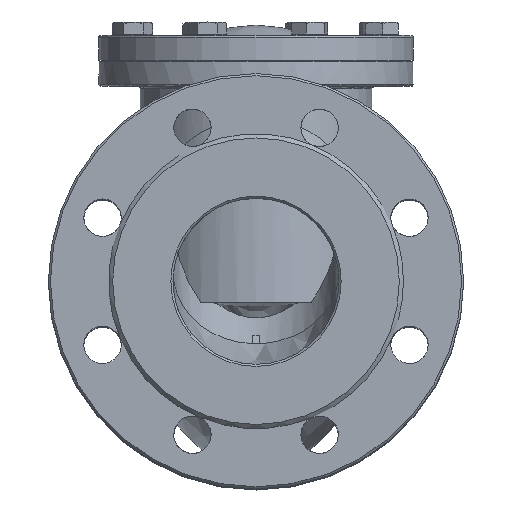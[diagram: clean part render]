
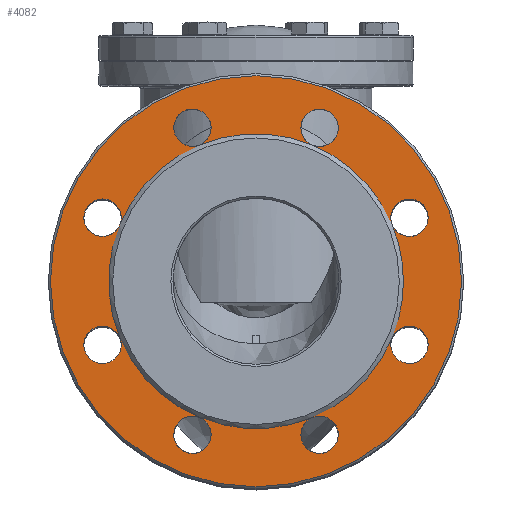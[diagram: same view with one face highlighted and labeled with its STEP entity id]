
A CAD part, top view. The second image highlights one B-rep face of the part: STEP entity #4082.
In plain terms, the highlighted planar face has unit normal (0, 0, 1).
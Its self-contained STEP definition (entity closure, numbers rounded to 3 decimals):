
#206=FACE_BOUND('',#1418,.T.);
#733=CIRCLE('',#4474,99.);
#734=CIRCLE('',#4476,9.);
#735=CIRCLE('',#4477,9.);
#736=CIRCLE('',#4478,71.);
#737=CIRCLE('',#4479,9.);
#738=CIRCLE('',#4480,9.);
#739=CIRCLE('',#4481,71.);
#740=CIRCLE('',#4482,9.);
#741=CIRCLE('',#4483,9.);
#742=CIRCLE('',#4484,71.);
#743=CIRCLE('',#4485,9.);
#744=CIRCLE('',#4486,9.);
#745=CIRCLE('',#4487,71.);
#746=CIRCLE('',#4488,9.);
#747=CIRCLE('',#4489,9.);
#748=CIRCLE('',#4490,71.);
#749=CIRCLE('',#4491,9.);
#750=CIRCLE('',#4492,9.);
#751=CIRCLE('',#4493,71.);
#752=CIRCLE('',#4494,9.);
#753=CIRCLE('',#4495,9.);
#754=CIRCLE('',#4496,71.);
#755=CIRCLE('',#4497,71.);
#756=CIRCLE('',#4498,9.);
#757=CIRCLE('',#4499,9.);
#758=CIRCLE('',#4500,71.);
#875=PLANE('',#4475);
#1137=FACE_OUTER_BOUND('',#1417,.T.);
#1417=EDGE_LOOP('',(#3418));
#1418=EDGE_LOOP('',(#3419,#3420,#3421,#3422,#3423,#3424,#3425,#3426,#3427,
#3428,#3429,#3430,#3431,#3432,#3433,#3434,#3435,#3436,#3437,#3438,#3439,
#3440,#3441,#3442,#3443));
#1899=VERTEX_POINT('',#10606);
#1900=VERTEX_POINT('',#10610);
#1901=VERTEX_POINT('',#10611);
#1902=VERTEX_POINT('',#10614);
#1903=VERTEX_POINT('',#10616);
#1904=VERTEX_POINT('',#10619);
#1905=VERTEX_POINT('',#10621);
#1906=VERTEX_POINT('',#10624);
#1907=VERTEX_POINT('',#10626);
#1908=VERTEX_POINT('',#10629);
#1909=VERTEX_POINT('',#10631);
#1910=VERTEX_POINT('',#10634);
#1911=VERTEX_POINT('',#10636);
#1912=VERTEX_POINT('',#10639);
#1913=VERTEX_POINT('',#10641);
#1914=VERTEX_POINT('',#10644);
#1915=VERTEX_POINT('',#10646);
#1916=VERTEX_POINT('',#10648);
#2416=EDGE_CURVE('',#1899,#1899,#733,.T.);
#2418=EDGE_CURVE('',#1900,#1901,#734,.T.);
#2419=EDGE_CURVE('',#1901,#1900,#735,.T.);
#2420=EDGE_CURVE('',#1902,#1900,#736,.T.);
#2421=EDGE_CURVE('',#1902,#1903,#737,.T.);
#2422=EDGE_CURVE('',#1903,#1902,#738,.T.);
#2423=EDGE_CURVE('',#1904,#1902,#739,.T.);
#2424=EDGE_CURVE('',#1904,#1905,#740,.T.);
#2425=EDGE_CURVE('',#1905,#1904,#741,.T.);
#2426=EDGE_CURVE('',#1906,#1904,#742,.T.);
#2427=EDGE_CURVE('',#1906,#1907,#743,.T.);
#2428=EDGE_CURVE('',#1907,#1906,#744,.T.);
#2429=EDGE_CURVE('',#1908,#1906,#745,.T.);
#2430=EDGE_CURVE('',#1908,#1909,#746,.T.);
#2431=EDGE_CURVE('',#1909,#1908,#747,.T.);
#2432=EDGE_CURVE('',#1910,#1908,#748,.T.);
#2433=EDGE_CURVE('',#1910,#1911,#749,.T.);
#2434=EDGE_CURVE('',#1911,#1910,#750,.T.);
#2435=EDGE_CURVE('',#1912,#1910,#751,.T.);
#2436=EDGE_CURVE('',#1912,#1913,#752,.T.);
#2437=EDGE_CURVE('',#1913,#1912,#753,.T.);
#2438=EDGE_CURVE('',#1914,#1912,#754,.T.);
#2439=EDGE_CURVE('',#1915,#1914,#755,.T.);
#2440=EDGE_CURVE('',#1915,#1916,#756,.T.);
#2441=EDGE_CURVE('',#1916,#1915,#757,.T.);
#2442=EDGE_CURVE('',#1900,#1915,#758,.T.);
#3418=ORIENTED_EDGE('',*,*,#2416,.F.);
#3419=ORIENTED_EDGE('',*,*,#2418,.T.);
#3420=ORIENTED_EDGE('',*,*,#2419,.T.);
#3421=ORIENTED_EDGE('',*,*,#2420,.F.);
#3422=ORIENTED_EDGE('',*,*,#2421,.T.);
#3423=ORIENTED_EDGE('',*,*,#2422,.T.);
#3424=ORIENTED_EDGE('',*,*,#2423,.F.);
#3425=ORIENTED_EDGE('',*,*,#2424,.T.);
#3426=ORIENTED_EDGE('',*,*,#2425,.T.);
#3427=ORIENTED_EDGE('',*,*,#2426,.F.);
#3428=ORIENTED_EDGE('',*,*,#2427,.T.);
#3429=ORIENTED_EDGE('',*,*,#2428,.T.);
#3430=ORIENTED_EDGE('',*,*,#2429,.F.);
#3431=ORIENTED_EDGE('',*,*,#2430,.T.);
#3432=ORIENTED_EDGE('',*,*,#2431,.T.);
#3433=ORIENTED_EDGE('',*,*,#2432,.F.);
#3434=ORIENTED_EDGE('',*,*,#2433,.T.);
#3435=ORIENTED_EDGE('',*,*,#2434,.T.);
#3436=ORIENTED_EDGE('',*,*,#2435,.F.);
#3437=ORIENTED_EDGE('',*,*,#2436,.T.);
#3438=ORIENTED_EDGE('',*,*,#2437,.T.);
#3439=ORIENTED_EDGE('',*,*,#2438,.F.);
#3440=ORIENTED_EDGE('',*,*,#2439,.F.);
#3441=ORIENTED_EDGE('',*,*,#2440,.T.);
#3442=ORIENTED_EDGE('',*,*,#2441,.T.);
#3443=ORIENTED_EDGE('',*,*,#2442,.F.);
#4082=ADVANCED_FACE('',(#1137,#206),#875,.T.);
#4474=AXIS2_PLACEMENT_3D('',#10607,#5338,#5339);
#4475=AXIS2_PLACEMENT_3D('',#10609,#5341,#5342);
#4476=AXIS2_PLACEMENT_3D('',#10612,#5343,#5344);
#4477=AXIS2_PLACEMENT_3D('',#10613,#5345,#5346);
#4478=AXIS2_PLACEMENT_3D('',#10615,#5347,#5348);
#4479=AXIS2_PLACEMENT_3D('',#10617,#5349,#5350);
#4480=AXIS2_PLACEMENT_3D('',#10618,#5351,#5352);
#4481=AXIS2_PLACEMENT_3D('',#10620,#5353,#5354);
#4482=AXIS2_PLACEMENT_3D('',#10622,#5355,#5356);
#4483=AXIS2_PLACEMENT_3D('',#10623,#5357,#5358);
#4484=AXIS2_PLACEMENT_3D('',#10625,#5359,#5360);
#4485=AXIS2_PLACEMENT_3D('',#10627,#5361,#5362);
#4486=AXIS2_PLACEMENT_3D('',#10628,#5363,#5364);
#4487=AXIS2_PLACEMENT_3D('',#10630,#5365,#5366);
#4488=AXIS2_PLACEMENT_3D('',#10632,#5367,#5368);
#4489=AXIS2_PLACEMENT_3D('',#10633,#5369,#5370);
#4490=AXIS2_PLACEMENT_3D('',#10635,#5371,#5372);
#4491=AXIS2_PLACEMENT_3D('',#10637,#5373,#5374);
#4492=AXIS2_PLACEMENT_3D('',#10638,#5375,#5376);
#4493=AXIS2_PLACEMENT_3D('',#10640,#5377,#5378);
#4494=AXIS2_PLACEMENT_3D('',#10642,#5379,#5380);
#4495=AXIS2_PLACEMENT_3D('',#10643,#5381,#5382);
#4496=AXIS2_PLACEMENT_3D('',#10645,#5383,#5384);
#4497=AXIS2_PLACEMENT_3D('',#10647,#5385,#5386);
#4498=AXIS2_PLACEMENT_3D('',#10649,#5387,#5388);
#4499=AXIS2_PLACEMENT_3D('',#10650,#5389,#5390);
#4500=AXIS2_PLACEMENT_3D('',#10651,#5391,#5392);
#5338=DIRECTION('center_axis',(0.,0.,-1.));
#5339=DIRECTION('ref_axis',(-1.,0.,0.));
#5341=DIRECTION('center_axis',(0.,0.,1.));
#5342=DIRECTION('ref_axis',(1.,0.,0.));
#5343=DIRECTION('center_axis',(0.,0.,-1.));
#5344=DIRECTION('ref_axis',(-1.,0.,0.));
#5345=DIRECTION('center_axis',(0.,0.,-1.));
#5346=DIRECTION('ref_axis',(-1.,0.,0.));
#5347=DIRECTION('center_axis',(0.,0.,1.));
#5348=DIRECTION('ref_axis',(-1.,0.,0.));
#5349=DIRECTION('center_axis',(0.,0.,-1.));
#5350=DIRECTION('ref_axis',(-1.,0.,0.));
#5351=DIRECTION('center_axis',(0.,0.,-1.));
#5352=DIRECTION('ref_axis',(-1.,0.,0.));
#5353=DIRECTION('center_axis',(0.,0.,1.));
#5354=DIRECTION('ref_axis',(-1.,0.,0.));
#5355=DIRECTION('center_axis',(0.,0.,-1.));
#5356=DIRECTION('ref_axis',(-1.,0.,0.));
#5357=DIRECTION('center_axis',(0.,0.,-1.));
#5358=DIRECTION('ref_axis',(-1.,0.,0.));
#5359=DIRECTION('center_axis',(0.,0.,1.));
#5360=DIRECTION('ref_axis',(-1.,0.,0.));
#5361=DIRECTION('center_axis',(0.,0.,-1.));
#5362=DIRECTION('ref_axis',(-1.,0.,0.));
#5363=DIRECTION('center_axis',(0.,0.,-1.));
#5364=DIRECTION('ref_axis',(-1.,0.,0.));
#5365=DIRECTION('center_axis',(0.,0.,1.));
#5366=DIRECTION('ref_axis',(-1.,0.,0.));
#5367=DIRECTION('center_axis',(0.,0.,-1.));
#5368=DIRECTION('ref_axis',(-1.,0.,0.));
#5369=DIRECTION('center_axis',(0.,0.,-1.));
#5370=DIRECTION('ref_axis',(-1.,0.,0.));
#5371=DIRECTION('center_axis',(0.,0.,1.));
#5372=DIRECTION('ref_axis',(-1.,0.,0.));
#5373=DIRECTION('center_axis',(0.,0.,-1.));
#5374=DIRECTION('ref_axis',(-1.,0.,0.));
#5375=DIRECTION('center_axis',(0.,0.,-1.));
#5376=DIRECTION('ref_axis',(-1.,0.,0.));
#5377=DIRECTION('center_axis',(0.,0.,1.));
#5378=DIRECTION('ref_axis',(-1.,0.,0.));
#5379=DIRECTION('center_axis',(0.,0.,-1.));
#5380=DIRECTION('ref_axis',(-1.,0.,0.));
#5381=DIRECTION('center_axis',(0.,0.,-1.));
#5382=DIRECTION('ref_axis',(-1.,0.,0.));
#5383=DIRECTION('center_axis',(0.,0.,1.));
#5384=DIRECTION('ref_axis',(-1.,0.,0.));
#5385=DIRECTION('center_axis',(0.,0.,1.));
#5386=DIRECTION('ref_axis',(-1.,0.,0.));
#5387=DIRECTION('center_axis',(0.,0.,-1.));
#5388=DIRECTION('ref_axis',(-1.,0.,0.));
#5389=DIRECTION('center_axis',(0.,0.,-1.));
#5390=DIRECTION('ref_axis',(-1.,0.,0.));
#5391=DIRECTION('center_axis',(0.,0.,1.));
#5392=DIRECTION('ref_axis',(-1.,0.,0.));
#10606=CARTESIAN_POINT('',(99.,0.,24.));
#10607=CARTESIAN_POINT('Origin',(0.,0.,24.));
#10609=CARTESIAN_POINT('Origin',(0.,0.,24.));
#10610=CARTESIAN_POINT('',(27.171,-65.595,24.));
#10611=CARTESIAN_POINT('',(39.615,-73.91,24.));
#10612=CARTESIAN_POINT('Origin',(30.615,-73.91,24.));
#10613=CARTESIAN_POINT('Origin',(30.615,-73.91,24.));
#10614=CARTESIAN_POINT('',(-27.171,-65.595,24.));
#10615=CARTESIAN_POINT('Origin',(0.,0.,24.));
#10616=CARTESIAN_POINT('',(-21.615,-73.91,24.));
#10617=CARTESIAN_POINT('Origin',(-30.615,-73.91,24.));
#10618=CARTESIAN_POINT('Origin',(-30.615,-73.91,24.));
#10619=CARTESIAN_POINT('',(-65.595,-27.171,24.));
#10620=CARTESIAN_POINT('Origin',(0.,0.,24.));
#10621=CARTESIAN_POINT('',(-64.91,-30.615,24.));
#10622=CARTESIAN_POINT('Origin',(-73.91,-30.615,24.));
#10623=CARTESIAN_POINT('Origin',(-73.91,-30.615,24.));
#10624=CARTESIAN_POINT('',(-65.595,27.171,24.));
#10625=CARTESIAN_POINT('Origin',(0.,0.,24.));
#10626=CARTESIAN_POINT('',(-64.91,30.615,24.));
#10627=CARTESIAN_POINT('Origin',(-73.91,30.615,24.));
#10628=CARTESIAN_POINT('Origin',(-73.91,30.615,24.));
#10629=CARTESIAN_POINT('',(-27.171,65.595,24.));
#10630=CARTESIAN_POINT('Origin',(0.,0.,24.));
#10631=CARTESIAN_POINT('',(-21.615,73.91,24.));
#10632=CARTESIAN_POINT('Origin',(-30.615,73.91,24.));
#10633=CARTESIAN_POINT('Origin',(-30.615,73.91,24.));
#10634=CARTESIAN_POINT('',(27.171,65.595,24.));
#10635=CARTESIAN_POINT('Origin',(0.,0.,24.));
#10636=CARTESIAN_POINT('',(39.615,73.91,24.));
#10637=CARTESIAN_POINT('Origin',(30.615,73.91,24.));
#10638=CARTESIAN_POINT('Origin',(30.615,73.91,24.));
#10639=CARTESIAN_POINT('',(65.595,27.171,24.));
#10640=CARTESIAN_POINT('Origin',(0.,0.,24.));
#10641=CARTESIAN_POINT('',(82.91,30.615,24.));
#10642=CARTESIAN_POINT('Origin',(73.91,30.615,24.));
#10643=CARTESIAN_POINT('Origin',(73.91,30.615,24.));
#10644=CARTESIAN_POINT('',(71.,0.,24.));
#10645=CARTESIAN_POINT('Origin',(0.,0.,24.));
#10646=CARTESIAN_POINT('',(65.595,-27.171,24.));
#10647=CARTESIAN_POINT('Origin',(0.,0.,24.));
#10648=CARTESIAN_POINT('',(82.91,-30.615,24.));
#10649=CARTESIAN_POINT('Origin',(73.91,-30.615,24.));
#10650=CARTESIAN_POINT('Origin',(73.91,-30.615,24.));
#10651=CARTESIAN_POINT('Origin',(0.,0.,24.));
